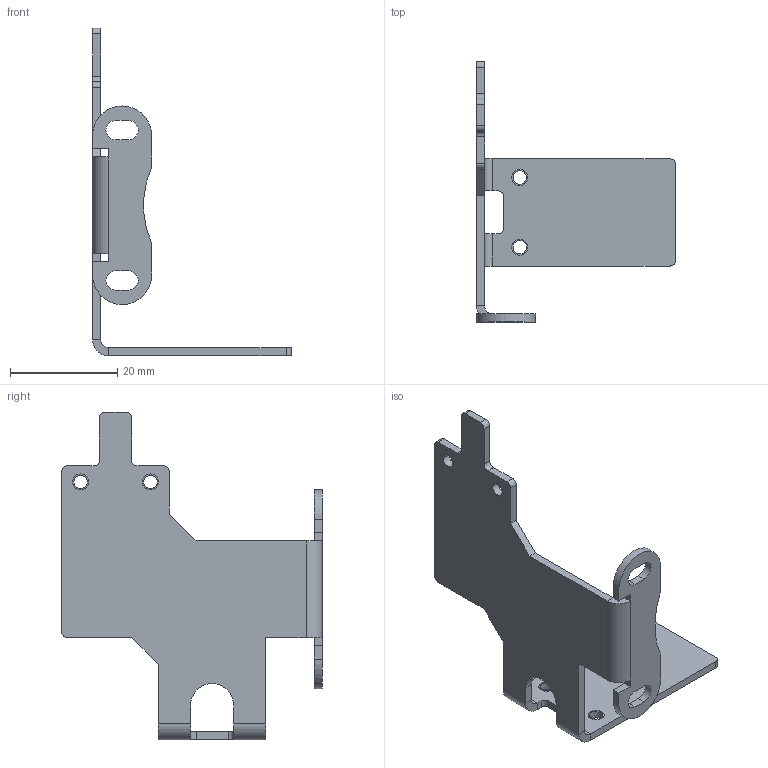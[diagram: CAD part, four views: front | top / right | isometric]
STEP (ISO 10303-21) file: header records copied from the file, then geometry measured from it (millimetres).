
FILE_DESCRIPTION((''),'2;1');
FILE_NAME('4027045160','2023-08-10T12:49:12',('a00528554'),(''),'CREO PARAMETRIC BY PTC INC, 2022414','CREO PARAMETRIC BY PTC INC, 2022414','');
FILE_SCHEMA(('CONFIG_CONTROL_DESIGN','GEOMETRIC_VALIDATION_PROPERTIES_MIM'));
Length unit declared in the file: millimetre
Products named in the file (1): 4027045160
Bounding box: 37.05 x 48.5 x 61.05 mm (x, y, z)
Volume: 3702.5 mm3; surface area: 5650.3 mm2
Topology: 1 solids, 5 shells, 87 faces, 237 edges, 150 vertices
Faces by surface type: plane 46, cylinder 41
Entity records: 2895 total; most frequent: DIRECTION 495, CARTESIAN_POINT 477, ORIENTED_EDGE 458, EDGE_CURVE 237, AXIS2_PLACEMENT_3D 170, VECTOR 155, LINE 155, VERTEX_POINT 150
